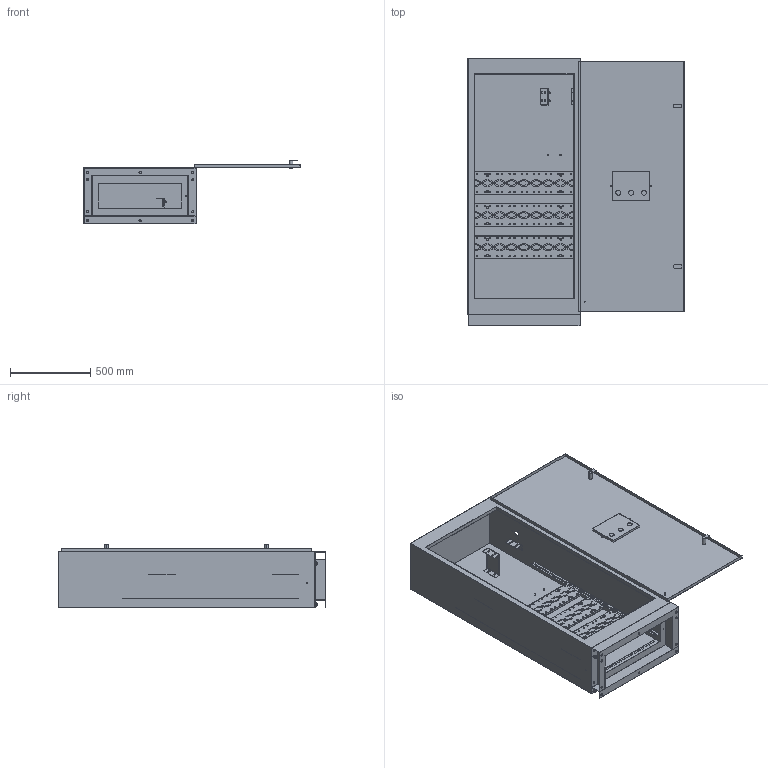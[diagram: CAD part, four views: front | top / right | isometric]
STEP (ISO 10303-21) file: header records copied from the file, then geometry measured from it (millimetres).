
FILE_DESCRIPTION (( 'STEP AP214' ), '1' );
FILE_NAME ('ShRS-2-0.STEP', '2017-03-17T12:49:59', ( '' ), ( '' ), 'SwSTEP 2.0', 'SolidWorks 2014', '' );
FILE_SCHEMA (( 'AUTOMOTIVE_DESIGN' ));
Length unit declared in the file: millimetre
Products named in the file (13): Gaika_8; Dver_2; Hex Bolt 15589_gost_伄 M8x25 儙憭 15589-70; ShRS-2-0; Gaika_12; Hex Bolt 15589_gost_伄 M12x20 儙憭 15589-70; Ugolok VR; Tsokol_-01; Obolochka_2; Gaika_6; Panel PN_-01; Kronstein VR; Hex Bolt 15589_gost_伄 M6x16 儙憭 15589-70
Assembly tree (51 placements, depth 2):
  ShRS-2-0
    Obolochka_2
    Dver_2
    Panel PN_-01  x3
    Kronstein VR
    Tsokol_-01
    Ugolok VR  x2
    Gaika_8  x12
    Hex Bolt 15589_gost_伄 M8x25 儙憭 15589-70  x12
    Gaika_6  x6
    Hex Bolt 15589_gost_伄 M6x16 儙憭 15589-70  x2
    Gaika_12  x5
    Hex Bolt 15589_gost_伄 M12x20 儙憭 15589-70  x5
Bounding box: 1347 x 1670 x 397 mm (x, y, z)
Volume: 7633303.9 mm3; surface area: 9961733.8 mm2
Topology: 51 solids, 51 shells, 2078 faces, 5602 edges, 3670 vertices
Faces by surface type: plane 954, cylinder 934, cone 190
Entity records: 33414 total; most frequent: DIRECTION 5758, CARTESIAN_POINT 5754, ORIENTED_EDGE 5448, EDGE_CURVE 2724, AXIS2_PLACEMENT_3D 2038, VERTEX_POINT 1798, VECTOR 1682, LINE 1682
